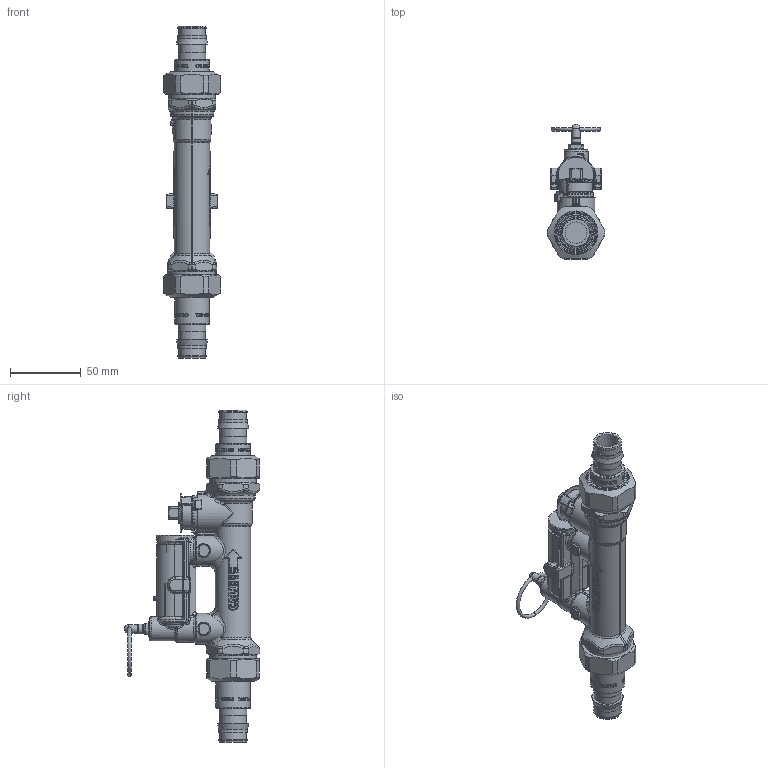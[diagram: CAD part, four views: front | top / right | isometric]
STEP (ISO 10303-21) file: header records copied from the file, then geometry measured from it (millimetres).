
FILE_DESCRIPTION(/* description */ (''),/* implementation_level */ '2;1');
FILE_NAME(/* name */ '132532AFC.stp',/* time_stamp */ '2025-08-21T14:48:21-05:00',/* author */ ('ischreiner'),/* organization */ (''),/* preprocessor_version */ 'ST-DEVELOPER v20',/* originating_system */ 'Autodesk Inventor 2025',/* authorisation */ '');
FILE_SCHEMA (('AUTOMOTIVE_DESIGN { 1 0 10303 214 3 1 1 }','FEATURE_BASED_PROCESS_PLANNING'));
Length unit declared in the file: inch
Products named in the file (5): 132532AFC; 132637 - TST; F61008 - 1 inch union nut; F0015062 TP 0.75 inch PEX EXP for check; F0002108 PEX 1960 tailpiece 0.75 inch
Assembly tree (5 placements, depth 2):
  132532AFC
    132637 - TST
    F61008 - 1 inch union nut  x2
    F0015062 TP 0.75 inch PEX EXP for check
    F0002108 PEX 1960 tailpiece 0.75 inch
Bounding box: 40.63 x 95.91 x 234.99 mm (x, y, z)
Volume: 189360.5 mm3; surface area: 58258.4 mm2
Topology: 8 solids, 8 shells, 2784 faces, 6924 edges, 4195 vertices
Faces by surface type: bspline 1348, plane 722, cylinder 459, sphere 107, torus 82, cone 66
Full cylindrical faces by diameter (mm): 2.5 x1, 3 x1, 3.1 x1, 3.3 x1, 4.1 x1, 4.2 x1, 6 x2, 7 x1, 14.5 x1, 15.367 x2, 17 x1, 18.745 x4, 19.609 x2, 19.99 x1, 20.091 x4, 20.701 x1, 21.996 x1, 22 x1, 22.7 x2, 24.2 x1, 24.384 x2, 26 x1, 26.924 x2, 27.686 x2, 29.515 x1, 29.972 x1, 30.302 x2, 33.1 x2
Entity records: 163417 total; most frequent: CARTESIAN_POINT 104321, ORIENTED_EDGE 13578, DIRECTION 9994, EDGE_CURVE 6789, VERTEX_POINT 4160, AXIS2_PLACEMENT_3D 3916, EDGE_LOOP 2899, FACE_OUTER_BOUND 2763
